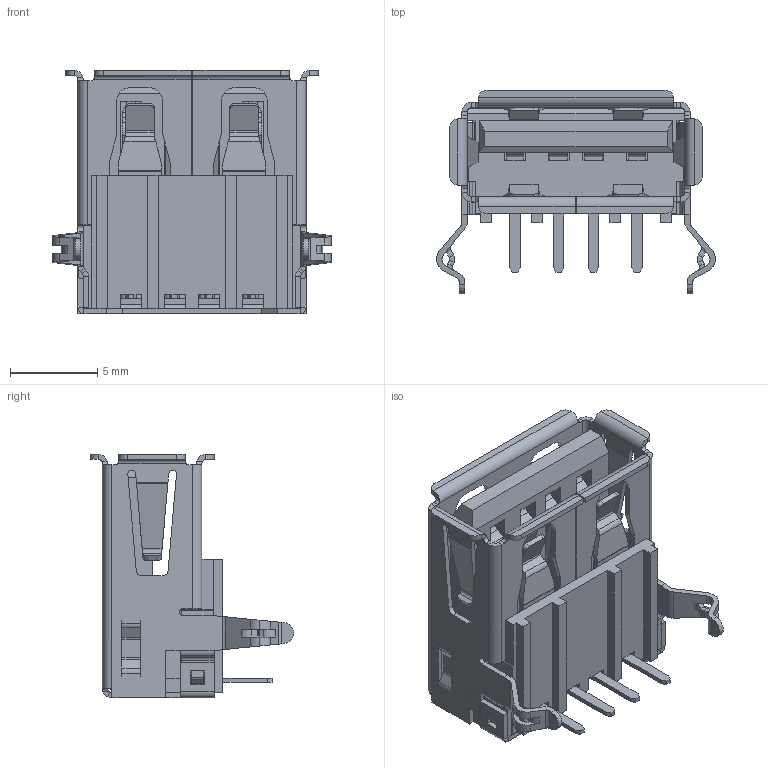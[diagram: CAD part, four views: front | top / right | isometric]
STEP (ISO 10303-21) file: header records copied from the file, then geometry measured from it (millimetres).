
FILE_DESCRIPTION (( 'STEP AP214' ), '1' );
FILE_NAME ('61400416021 ass.STEP', '2018-12-08T00:23:14', ( '' ), ( '' ), 'SwSTEP 2.0', 'SolidWorks 2017', '' );
FILE_SCHEMA (( 'AUTOMOTIVE_DESIGN' ));
Length unit declared in the file: millimetre
Products named in the file (3): 61400416021 ass; test; 61400416021 shell
Assembly tree (2 placements, depth 2):
  61400416021 ass
    61400416021 shell
    test
Bounding box: 16 x 11.7 x 14 mm (x, y, z)
Volume: 556.5 mm3; surface area: 2136.7 mm2
Topology: 12 solids, 12 shells, 890 faces, 2379 edges, 1496 vertices
Faces by surface type: plane 632, cylinder 256, bspline 2
Entity records: 27625 total; most frequent: CARTESIAN_POINT 5248, ORIENTED_EDGE 4758, DIRECTION 4473, EDGE_CURVE 2379, VECTOR 1815, LINE 1815, VERTEX_POINT 1496, AXIS2_PLACEMENT_3D 1329
